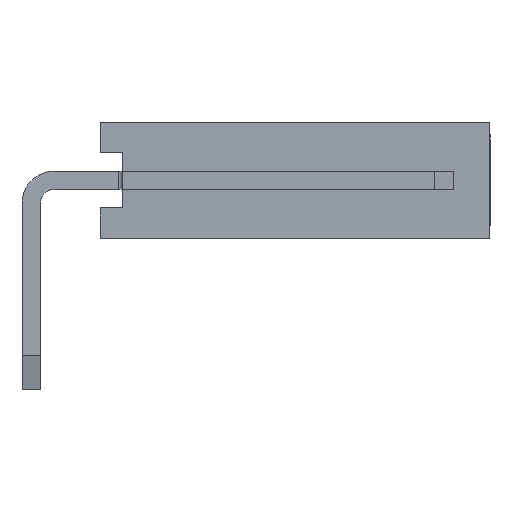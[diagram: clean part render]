
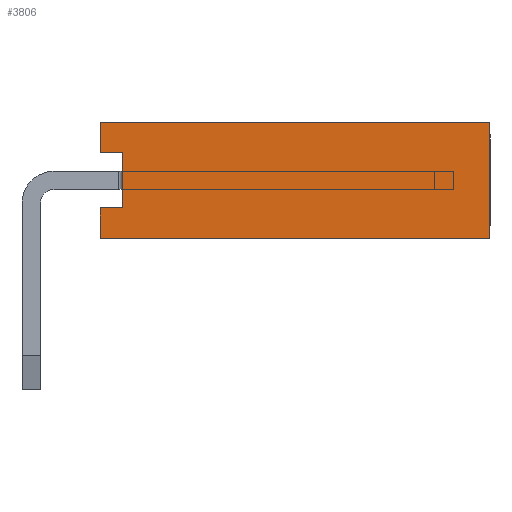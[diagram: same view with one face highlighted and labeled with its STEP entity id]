
A CAD part, left-side view. The second image highlights one B-rep face of the part: STEP entity #3806.
In plain terms, the highlighted planar face has unit normal (-1, 0, 0).
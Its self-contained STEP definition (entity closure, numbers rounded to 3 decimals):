
#3806=ADVANCED_FACE('',(#20354),#20356,.T.);
#20354=FACE_BOUND('',#20355,.T.);
#20355=EDGE_LOOP('',(#33669,#33670,#33671,#33672,#33673,#33674,#33675,#33676));
#20356=PLANE('',#20357);
#20357=AXIS2_PLACEMENT_3D('',#20358,#20359,#20360);
#20358=CARTESIAN_POINT('',(-1.27,-1.5,2.54));
#20359=DIRECTION('',(-1.,0.,0.));
#20360=DIRECTION('',(0.,0.,-1.));
#33669=ORIENTED_EDGE('',*,*,#43253,.T.);
#33670=ORIENTED_EDGE('',*,*,#43254,.T.);
#33671=ORIENTED_EDGE('',*,*,#43255,.T.);
#33672=ORIENTED_EDGE('',*,*,#43256,.F.);
#33673=ORIENTED_EDGE('',*,*,#43257,.F.);
#33674=ORIENTED_EDGE('',*,*,#43258,.T.);
#33675=ORIENTED_EDGE('',*,*,#43259,.T.);
#33676=ORIENTED_EDGE('',*,*,#42601,.T.);
#42601=EDGE_CURVE('',#48801,#48802,#48803,.T.);
#43253=EDGE_CURVE('',#48802,#49721,#49722,.F.);
#43254=EDGE_CURVE('',#49721,#49723,#49724,.T.);
#43255=EDGE_CURVE('',#49723,#49725,#49726,.T.);
#43256=EDGE_CURVE('',#49727,#49725,#49728,.T.);
#43257=EDGE_CURVE('',#49729,#49727,#49730,.T.);
#43258=EDGE_CURVE('',#49729,#49731,#49732,.T.);
#43259=EDGE_CURVE('',#49731,#48801,#49733,.F.);
#48801=VERTEX_POINT('',#59725);
#48802=VERTEX_POINT('',#59726);
#48803=LINE('',#59727,#59728);
#49721=VERTEX_POINT('',#61949);
#49722=LINE('',#61950,#61951);
#49723=VERTEX_POINT('',#61953);
#49724=LINE('',#61954,#61955);
#49725=VERTEX_POINT('',#61957);
#49726=LINE('',#61958,#61959);
#49727=VERTEX_POINT('',#61961);
#49728=LINE('',#61962,#61963);
#49729=VERTEX_POINT('',#61965);
#49730=LINE('',#61966,#61967);
#49731=VERTEX_POINT('',#61969);
#49732=LINE('',#61970,#61971);
#49733=LINE('',#61973,#61974);
#59725=CARTESIAN_POINT('',(-1.27,-2.,1.87));
#59726=CARTESIAN_POINT('',(-1.27,-2.,0.67));
#59727=CARTESIAN_POINT('',(-1.27,-2.,1.87));
#59728=VECTOR('',#59729,1.);
#59729=DIRECTION('',(0.,0.,-1.));
#61949=CARTESIAN_POINT('',(-1.27,-1.5,0.67));
#61950=CARTESIAN_POINT('',(-1.27,-1.5,0.67));
#61951=VECTOR('',#61952,1.);
#61952=DIRECTION('',(0.,-1.,0.));
#61953=CARTESIAN_POINT('',(-1.27,-1.5,0.));
#61954=CARTESIAN_POINT('',(-1.27,-1.5,0.67));
#61955=VECTOR('',#61956,1.);
#61956=DIRECTION('',(0.,0.,-1.));
#61957=CARTESIAN_POINT('',(-1.27,-10.,0.));
#61958=CARTESIAN_POINT('',(-1.27,-1.5,0.));
#61959=VECTOR('',#61960,1.);
#61960=DIRECTION('',(0.,-1.,0.));
#61961=CARTESIAN_POINT('',(-1.27,-10.,2.54));
#61962=CARTESIAN_POINT('',(-1.27,-10.,2.54));
#61963=VECTOR('',#61964,1.);
#61964=DIRECTION('',(0.,0.,-1.));
#61965=CARTESIAN_POINT('',(-1.27,-1.5,2.54));
#61966=CARTESIAN_POINT('',(-1.27,-1.5,2.54));
#61967=VECTOR('',#61968,1.);
#61968=DIRECTION('',(0.,-1.,0.));
#61969=CARTESIAN_POINT('',(-1.27,-1.5,1.87));
#61970=CARTESIAN_POINT('',(-1.27,-1.5,2.54));
#61971=VECTOR('',#61972,1.);
#61972=DIRECTION('',(0.,0.,-1.));
#61973=CARTESIAN_POINT('',(-1.27,-2.,1.87));
#61974=VECTOR('',#61975,1.);
#61975=DIRECTION('',(0.,1.,0.));
